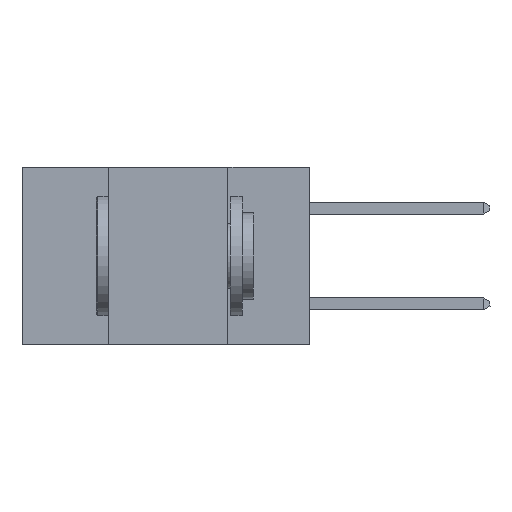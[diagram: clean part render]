
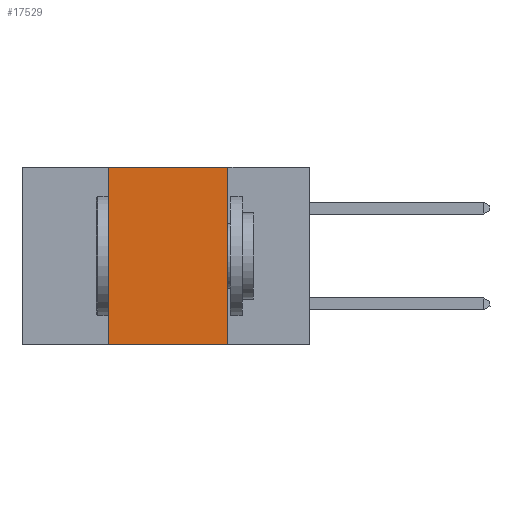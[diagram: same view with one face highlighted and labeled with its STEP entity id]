
A CAD part, left-side view. The second image highlights one B-rep face of the part: STEP entity #17529.
In plain terms, the highlighted planar face has unit normal (-1, 0, 0).
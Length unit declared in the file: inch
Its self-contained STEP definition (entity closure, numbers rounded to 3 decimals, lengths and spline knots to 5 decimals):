
#107 = CARTESIAN_POINT ( 'NONE',  ( 0., 0.6, 0. ) ) ;
#270 = FACE_OUTER_BOUND ( 'NONE', #20910, .T. ) ;
#1817 = CARTESIAN_POINT ( 'NONE',  ( 0., 0.17, -0.37 ) ) ;
#3410 = ORIENTED_EDGE ( 'NONE', *, *, #22470, .T. ) ;
#3983 = PLANE ( 'NONE',  #24762 ) ;
#5214 = VERTEX_POINT ( 'NONE', #13551 ) ;
#6100 = CARTESIAN_POINT ( 'NONE',  ( 0., 0.17, 0. ) ) ;
#7690 = VERTEX_POINT ( 'NONE', #9211 ) ;
#8772 = DIRECTION ( 'NONE',  ( 0., 0., 1. ) ) ;
#9211 = CARTESIAN_POINT ( 'NONE',  ( 0., 0.42, 0. ) ) ;
#12308 = EDGE_CURVE ( 'NONE', #14572, #12894, #16100, .T. ) ;
#12488 = CARTESIAN_POINT ( 'NONE',  ( 0., 0.42, 0. ) ) ;
#12718 = VECTOR ( 'NONE', #18960, 39.37008 ) ;
#12894 = VERTEX_POINT ( 'NONE', #1817 ) ;
#13091 = EDGE_CURVE ( 'NONE', #7690, #14572, #16382, .T. ) ;
#13194 = EDGE_CURVE ( 'NONE', #5214, #7690, #14281, .T. ) ;
#13551 = CARTESIAN_POINT ( 'NONE',  ( 0., 0.42, -0.37 ) ) ;
#13796 = DIRECTION ( 'NONE',  ( 1., 0., 0. ) ) ;
#14281 = LINE ( 'NONE', #12488, #24378 ) ;
#14572 = VERTEX_POINT ( 'NONE', #15881 ) ;
#14882 = VECTOR ( 'NONE', #16020, 39.37008 ) ;
#15317 = ORIENTED_EDGE ( 'NONE', *, *, #13091, .F. ) ;
#15881 = CARTESIAN_POINT ( 'NONE',  ( 0., 0.17, 0. ) ) ;
#16020 = DIRECTION ( 'NONE',  ( 0., 0., -1. ) ) ;
#16100 = LINE ( 'NONE', #6100, #14882 ) ;
#16382 = LINE ( 'NONE', #18022, #19750 ) ;
#17529 = ADVANCED_FACE ( 'NONE', ( #270 ), #3983, .F. ) ;
#17916 = LINE ( 'NONE', #21100, #12718 ) ;
#18022 = CARTESIAN_POINT ( 'NONE',  ( 0., 0.6, 0. ) ) ;
#18912 = ORIENTED_EDGE ( 'NONE', *, *, #12308, .F. ) ;
#18917 = ORIENTED_EDGE ( 'NONE', *, *, #13194, .F. ) ;
#18960 = DIRECTION ( 'NONE',  ( 0., -1., 0. ) ) ;
#19750 = VECTOR ( 'NONE', #23808, 39.37008 ) ;
#20910 = EDGE_LOOP ( 'NONE', ( #18912, #15317, #18917, #3410 ) ) ;
#21100 = CARTESIAN_POINT ( 'NONE',  ( 0., 0.6, -0.37 ) ) ;
#22147 = DIRECTION ( 'NONE',  ( 0., 0., -1. ) ) ;
#22470 = EDGE_CURVE ( 'NONE', #5214, #12894, #17916, .T. ) ;
#23808 = DIRECTION ( 'NONE',  ( 0., -1., 0. ) ) ;
#24378 = VECTOR ( 'NONE', #8772, 39.37008 ) ;
#24762 = AXIS2_PLACEMENT_3D ( 'NONE', #107, #13796, #22147 ) ;
